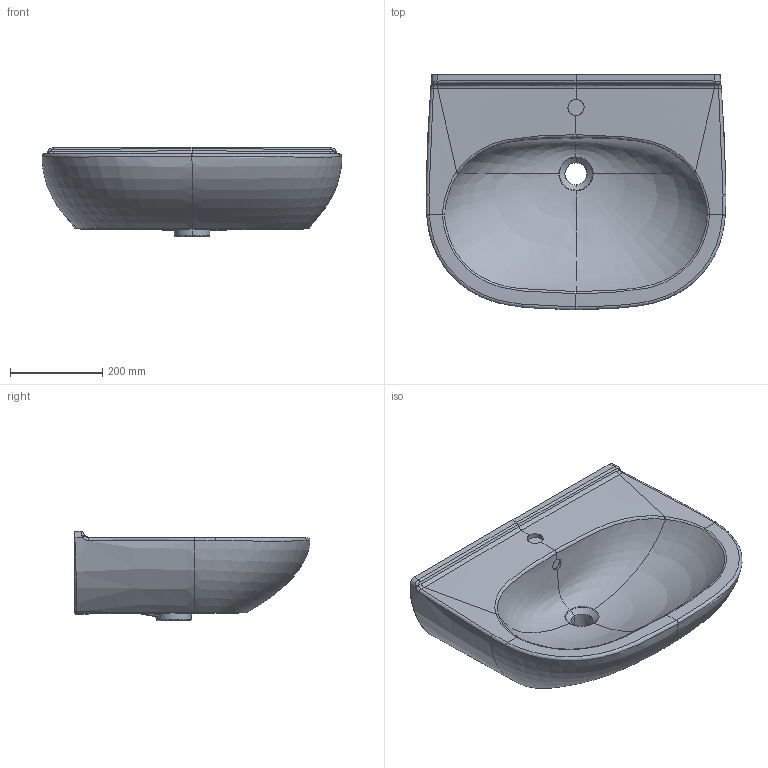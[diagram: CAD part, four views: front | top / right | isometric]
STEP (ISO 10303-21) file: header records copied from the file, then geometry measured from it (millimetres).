
FILE_DESCRIPTION(/* description */ (''),/* implementation_level */ '2;1');
FILE_NAME(/* name */ '516065_O_NOVO_WT.stp',/* time_stamp */ '2019-04-02T06:45:34+02:00',/* author */ (''),/* organization */ (''),/* preprocessor_version */ 'ST-DEVELOPER v16',/* originating_system */ 'SIEMENS PLM Software NX 10.0',/* authorisation */ '');
FILE_SCHEMA (('AUTOMOTIVE_DESIGN { 1 0 10303 214 3 1 1 1 }'));
Length unit declared in the file: millimetre
Products named in the file (1): Sier1A68D749bgyg
Bounding box: 650.44 x 511.4 x 193.84 mm (x, y, z)
Volume: 30093822.2 mm3; surface area: 936618.9 mm2
Topology: 1 solids, 1 shells, 100 faces, 238 edges, 137 vertices
Faces by surface type: bspline 80, plane 11, cylinder 5, extrusion 4
Full cylindrical faces by diameter (mm): 35 x1
Entity records: 14704 total; most frequent: CARTESIAN_POINT 13245, ORIENTED_EDGE 468, EDGE_CURVE 234, B_SPLINE_CURVE_WITH_KNOTS 152, VERTEX_POINT 136, EDGE_LOOP 102, ADVANCED_FACE 100, FACE_OUTER_BOUND 98
